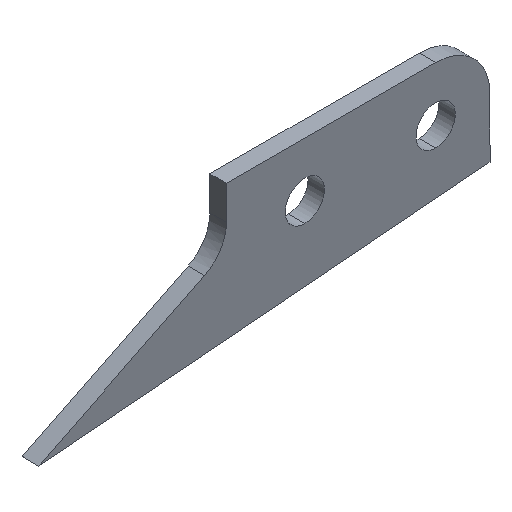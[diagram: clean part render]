
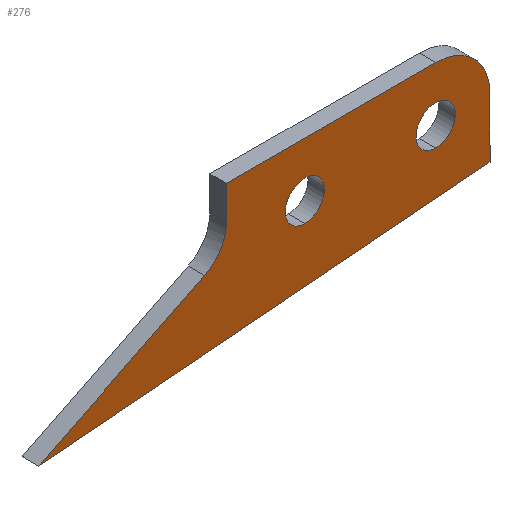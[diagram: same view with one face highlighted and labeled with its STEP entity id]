
A CAD part, isometric view. The second image highlights one B-rep face of the part: STEP entity #276.
In plain terms, the highlighted planar face has unit normal (0, -1, 0).
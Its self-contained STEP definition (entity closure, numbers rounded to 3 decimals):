
#1 = VERTEX_POINT ( 'NONE', #236 ) ;
#5 = ORIENTED_EDGE ( 'NONE', *, *, #89, .F. ) ;
#14 = DIRECTION ( 'NONE',  ( -1., 0., 0. ) ) ;
#16 = ORIENTED_EDGE ( 'NONE', *, *, #69, .F. ) ;
#17 = AXIS2_PLACEMENT_3D ( 'NONE', #337, #64, #369 ) ;
#24 = DIRECTION ( 'NONE',  ( -1., 0., 0. ) ) ;
#26 = ORIENTED_EDGE ( 'NONE', *, *, #42, .T. ) ;
#30 = DIRECTION ( 'NONE',  ( -1., 0., 0. ) ) ;
#32 = EDGE_CURVE ( 'NONE', #440, #249, #82, .T. ) ;
#34 = DIRECTION ( 'NONE',  ( -1., 0., 0. ) ) ;
#37 = DIRECTION ( 'NONE',  ( -1., 0., 0. ) ) ;
#39 = VERTEX_POINT ( 'NONE', #92 ) ;
#42 = EDGE_CURVE ( 'NONE', #58, #286, #274, .T. ) ;
#45 = FACE_BOUND ( 'NONE', #293, .T. ) ;
#51 = EDGE_LOOP ( 'NONE', ( #453, #374 ) ) ;
#57 = FACE_OUTER_BOUND ( 'NONE', #338, .T. ) ;
#58 = VERTEX_POINT ( 'NONE', #311 ) ;
#59 = B_SPLINE_CURVE_WITH_KNOTS ( 'NONE', 4,
 ( #257, #154, #299, #122, #88 ),
 .UNSPECIFIED., .F., .F.,
 ( 5, 5 ),
 ( 24.628, 29.924 ),
 .UNSPECIFIED. ) ;
#60 = CIRCLE ( 'NONE', #94, 2.383 ) ;
#64 = DIRECTION ( 'NONE',  ( 0., 1., 0. ) ) ;
#68 = PLANE ( 'NONE',  #17 ) ;
#69 = EDGE_CURVE ( 'NONE', #345, #429, #451, .T. ) ;
#72 = ORIENTED_EDGE ( 'NONE', *, *, #448, .T. ) ;
#78 = VECTOR ( 'NONE', #168, 1000. ) ;
#82 = CIRCLE ( 'NONE', #446, 2.383 ) ;
#87 = EDGE_CURVE ( 'NONE', #249, #440, #437, .T. ) ;
#88 = CARTESIAN_POINT ( 'NONE',  ( -156.027, 153.98, -0.953 ) ) ;
#89 = EDGE_CURVE ( 'NONE', #200, #39, #167, .T. ) ;
#91 = CARTESIAN_POINT ( 'NONE',  ( -178.837, 153.98, -15.189 ) ) ;
#92 = CARTESIAN_POINT ( 'NONE',  ( -156.027, 153.98, 3.149 ) ) ;
#94 = AXIS2_PLACEMENT_3D ( 'NONE', #438, #261, #24 ) ;
#97 = CARTESIAN_POINT ( 'NONE',  ( -130.627, 153.98, 3.149 ) ) ;
#122 = CARTESIAN_POINT ( 'NONE',  ( -156.027, 153.98, -2.277 ) ) ;
#130 = CARTESIAN_POINT ( 'NONE',  ( -124.027, 153.98, -10.615 ) ) ;
#134 = CARTESIAN_POINT ( 'NONE',  ( -146.502, 153.98, -1.068 ) ) ;
#137 = CARTESIAN_POINT ( 'NONE',  ( -178.837, 153.98, -15.189 ) ) ;
#141 = DIRECTION ( 'NONE',  ( 0., 1., 0. ) ) ;
#146 = FACE_BOUND ( 'NONE', #51, .T. ) ;
#154 = CARTESIAN_POINT ( 'NONE',  ( -157.493, 153.98, -4.636 ) ) ;
#156 = CARTESIAN_POINT ( 'NONE',  ( -146.502, 153.98, -5.833 ) ) ;
#157 = DIRECTION ( 'NONE',  ( 0., 1., 0. ) ) ;
#166 = DIRECTION ( 'NONE',  ( 0., 0., -1. ) ) ;
#167 = LINE ( 'NONE', #320, #344 ) ;
#168 = DIRECTION ( 'NONE',  ( -0.997, 0., -0.083 ) ) ;
#172 = CARTESIAN_POINT ( 'NONE',  ( -124.027, 153.98, -3.451 ) ) ;
#181 = EDGE_CURVE ( 'NONE', #280, #345, #364, .T. ) ;
#200 = VERTEX_POINT ( 'NONE', #273 ) ;
#204 = EDGE_CURVE ( 'NONE', #429, #1, #237, .T. ) ;
#211 = CARTESIAN_POINT ( 'NONE',  ( -146.502, 153.98, -3.451 ) ) ;
#218 = LINE ( 'NONE', #329, #317 ) ;
#229 = VECTOR ( 'NONE', #235, 1000. ) ;
#235 = DIRECTION ( 'NONE',  ( 0.896, 0., 0.443 ) ) ;
#236 = CARTESIAN_POINT ( 'NONE',  ( -158.68, 153.98, -5.223 ) ) ;
#237 = LINE ( 'NONE', #309, #229 ) ;
#241 = AXIS2_PLACEMENT_3D ( 'NONE', #389, #350, #34 ) ;
#249 = VERTEX_POINT ( 'NONE', #134 ) ;
#255 = ORIENTED_EDGE ( 'NONE', *, *, #283, .F. ) ;
#257 = CARTESIAN_POINT ( 'NONE',  ( -158.68, 153.98, -5.223 ) ) ;
#258 = ORIENTED_EDGE ( 'NONE', *, *, #204, .F. ) ;
#261 = DIRECTION ( 'NONE',  ( 0., 1., 0. ) ) ;
#263 = VECTOR ( 'NONE', #166, 1000. ) ;
#273 = CARTESIAN_POINT ( 'NONE',  ( -156.027, 153.98, -0.953 ) ) ;
#274 = CIRCLE ( 'NONE', #377, 2.383 ) ;
#275 = VERTEX_POINT ( 'NONE', #97 ) ;
#276 = ADVANCED_FACE ( 'NONE', ( #45, #146, #57 ), #68, .F. ) ;
#280 = VERTEX_POINT ( 'NONE', #172 ) ;
#283 = EDGE_CURVE ( 'NONE', #275, #280, #443, .T. ) ;
#286 = VERTEX_POINT ( 'NONE', #457 ) ;
#293 = EDGE_LOOP ( 'NONE', ( #26, #72 ) ) ;
#299 = CARTESIAN_POINT ( 'NONE',  ( -156.521, 153.98, -3.607 ) ) ;
#309 = CARTESIAN_POINT ( 'NONE',  ( -178.837, 153.98, -15.189 ) ) ;
#311 = CARTESIAN_POINT ( 'NONE',  ( -130.627, 153.98, -1.068 ) ) ;
#317 = VECTOR ( 'NONE', #333, 1000. ) ;
#320 = CARTESIAN_POINT ( 'NONE',  ( -156.027, 153.98, 3.149 ) ) ;
#329 = CARTESIAN_POINT ( 'NONE',  ( -55.338, 153.98, 3.149 ) ) ;
#333 = DIRECTION ( 'NONE',  ( 1., 0., 0. ) ) ;
#334 = ORIENTED_EDGE ( 'NONE', *, *, #380, .F. ) ;
#337 = CARTESIAN_POINT ( 'NONE',  ( -55.338, 153.98, 3.149 ) ) ;
#338 = EDGE_LOOP ( 'NONE', ( #346, #5, #334, #258, #16, #421, #255 ) ) ;
#344 = VECTOR ( 'NONE', #390, 1000. ) ;
#345 = VERTEX_POINT ( 'NONE', #416 ) ;
#346 = ORIENTED_EDGE ( 'NONE', *, *, #354, .F. ) ;
#350 = DIRECTION ( 'NONE',  ( 0., 1., 0. ) ) ;
#354 = EDGE_CURVE ( 'NONE', #39, #275, #218, .T. ) ;
#356 = AXIS2_PLACEMENT_3D ( 'NONE', #211, #141, #37 ) ;
#364 = LINE ( 'NONE', #130, #263 ) ;
#369 = DIRECTION ( 'NONE',  ( -1., 0., 0. ) ) ;
#371 = CARTESIAN_POINT ( 'NONE',  ( -146.502, 153.98, -3.451 ) ) ;
#374 = ORIENTED_EDGE ( 'NONE', *, *, #32, .T. ) ;
#377 = AXIS2_PLACEMENT_3D ( 'NONE', #382, #452, #30 ) ;
#380 = EDGE_CURVE ( 'NONE', #1, #200, #59, .T. ) ;
#382 = CARTESIAN_POINT ( 'NONE',  ( -130.627, 153.98, -3.451 ) ) ;
#389 = CARTESIAN_POINT ( 'NONE',  ( -130.627, 153.98, -3.451 ) ) ;
#390 = DIRECTION ( 'NONE',  ( 0., 0., 1. ) ) ;
#416 = CARTESIAN_POINT ( 'NONE',  ( -124.027, 153.98, -10.615 ) ) ;
#421 = ORIENTED_EDGE ( 'NONE', *, *, #181, .F. ) ;
#429 = VERTEX_POINT ( 'NONE', #91 ) ;
#437 = CIRCLE ( 'NONE', #356, 2.383 ) ;
#438 = CARTESIAN_POINT ( 'NONE',  ( -130.627, 153.98, -3.451 ) ) ;
#440 = VERTEX_POINT ( 'NONE', #156 ) ;
#443 = CIRCLE ( 'NONE', #241, 6.6 ) ;
#446 = AXIS2_PLACEMENT_3D ( 'NONE', #371, #157, #14 ) ;
#448 = EDGE_CURVE ( 'NONE', #286, #58, #60, .T. ) ;
#451 = LINE ( 'NONE', #137, #78 ) ;
#452 = DIRECTION ( 'NONE',  ( 0., 1., 0. ) ) ;
#453 = ORIENTED_EDGE ( 'NONE', *, *, #87, .T. ) ;
#457 = CARTESIAN_POINT ( 'NONE',  ( -130.627, 153.98, -5.833 ) ) ;
